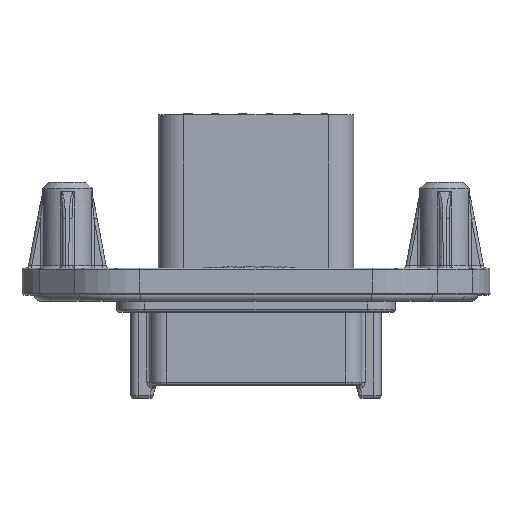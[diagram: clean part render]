
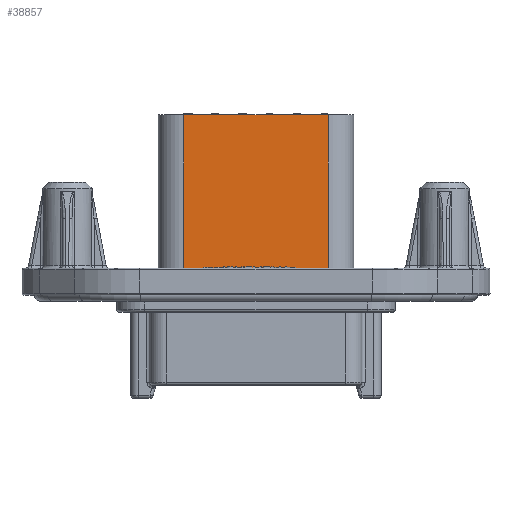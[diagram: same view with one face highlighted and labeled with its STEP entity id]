
A CAD part, top view. The second image highlights one B-rep face of the part: STEP entity #38857.
In plain terms, the highlighted planar face has unit normal (0, 0, 1).
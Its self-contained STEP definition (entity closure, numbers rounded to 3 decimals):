
#67=DIRECTION('',(-1.,0.,0.));
#68=VECTOR('',#67,23.3);
#69=CARTESIAN_POINT('',(11.65,25.7,9.05));
#70=LINE('',#69,#68);
#5614=DIRECTION('',(-1.,0.,0.));
#5615=VECTOR('',#5614,23.3);
#5616=CARTESIAN_POINT('',(11.65,50.5,9.05));
#5617=LINE('',#5616,#5615);
#11111=DIRECTION('',(0.,1.,0.));
#11112=VECTOR('',#11111,24.8);
#11113=CARTESIAN_POINT('',(-11.65,25.7,9.05));
#11114=LINE('',#11113,#11112);
#11115=DIRECTION('',(0.,1.,0.));
#11116=VECTOR('',#11115,24.8);
#11117=CARTESIAN_POINT('',(11.65,25.7,9.05));
#11118=LINE('',#11117,#11116);
#20524=CARTESIAN_POINT('',(-11.65,50.5,9.05));
#20526=VERTEX_POINT('',#20524);
#20527=CARTESIAN_POINT('',(-11.65,25.7,9.05));
#20528=VERTEX_POINT('',#20527);
#20547=CARTESIAN_POINT('',(11.65,50.5,9.05));
#20549=VERTEX_POINT('',#20547);
#20553=CARTESIAN_POINT('',(11.65,25.7,9.05));
#20554=VERTEX_POINT('',#20553);
#38845=CARTESIAN_POINT('',(15.8,0.,9.05));
#38846=DIRECTION('',(0.,0.,1.));
#38847=DIRECTION('',(-1.,0.,0.));
#38848=AXIS2_PLACEMENT_3D('',#38845,#38846,#38847);
#38849=PLANE('',#38848);
#38850=ORIENTED_EDGE('',*,*,#38837,.T.);
#38851=ORIENTED_EDGE('',*,*,#32593,.F.);
#38853=ORIENTED_EDGE('',*,*,#38852,.F.);
#38854=ORIENTED_EDGE('',*,*,#25858,.T.);
#38855=EDGE_LOOP('',(#38850,#38851,#38853,#38854));
#38856=FACE_OUTER_BOUND('',#38855,.F.);
#38857=ADVANCED_FACE('',(#38856),#38849,.T.);
#25858=EDGE_CURVE('',#20554,#20528,#70,.T.);
#32593=EDGE_CURVE('',#20549,#20526,#5617,.T.);
#38837=EDGE_CURVE('',#20528,#20526,#11114,.T.);
#38852=EDGE_CURVE('',#20554,#20549,#11118,.T.);
